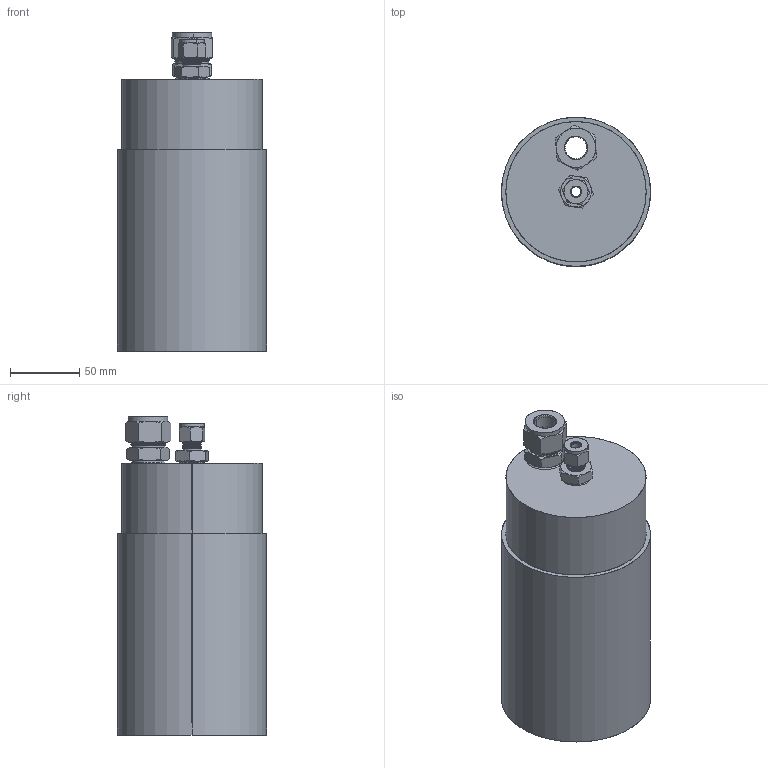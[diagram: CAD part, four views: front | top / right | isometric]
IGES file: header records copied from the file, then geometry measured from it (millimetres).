
Start section: SolidWorks IGES file using analytic representation for surfaces
Global section: file name: NUECK-3.8-1-6.IGS; native system: SolidWorks 2020; preprocessor: SolidWorks 2020; author: office; date: 210526.104613; units: millimetre
Bounding box: 107.95 x 107.95 x 230.33 mm (x, y, z)
Surface area: 163631.3 mm2 (no closed solid volume)
Topology: 0 solids, 0 shells, 345 faces, 6364 edges, 6364 vertices
Faces by surface type: revolution 242, bspline 103
